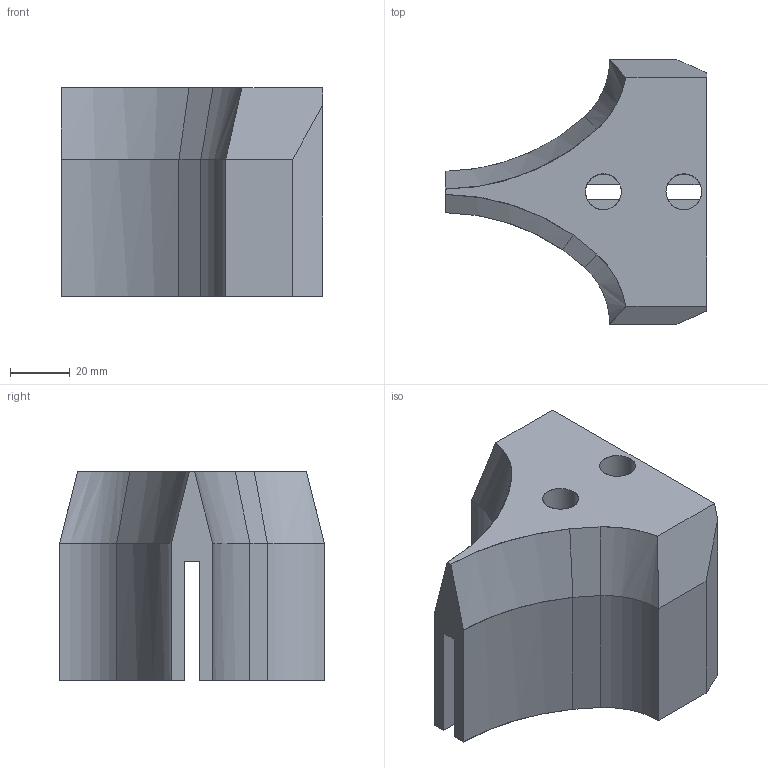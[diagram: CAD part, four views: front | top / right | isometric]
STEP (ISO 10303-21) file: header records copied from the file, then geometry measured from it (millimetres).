
FILE_DESCRIPTION(/* description */ ('AP-214 File'),/* implementation_level */ '2;1');
FILE_NAME(/* name */ 'TEFLON1',/* time_stamp */ '2020-05-30T18:28:36+02:00',/* author */ (''),/* organization */ (''),/* preprocessor_version */ 'ST-DEVELOPER v9',/* originating_system */ 'Delcam Exchange5.8.1002',/* authorisation */ '');
FILE_SCHEMA (('AUTOMOTIVE_DESIGN_CC2'));
Bounding box: 87.6 x 88.8 x 70 mm (x, y, z)
Surface area: 37876.9 mm2 (no closed solid volume)
Topology: 0 solids, 32 shells, 32 faces, 180 edges, 178 vertices
Faces by surface type: bspline 21, plane 11
Entity records: 2704 total; most frequent: CARTESIAN_POINT 1770, ORIENTED_EDGE 180, EDGE_CURVE 180, B_SPLINE_CURVE_WITH_KNOTS 180, VERTEX_POINT 180, EDGE_LOOP 36, FACE_OUTER_BOUND 34, STYLED_ITEM 33
